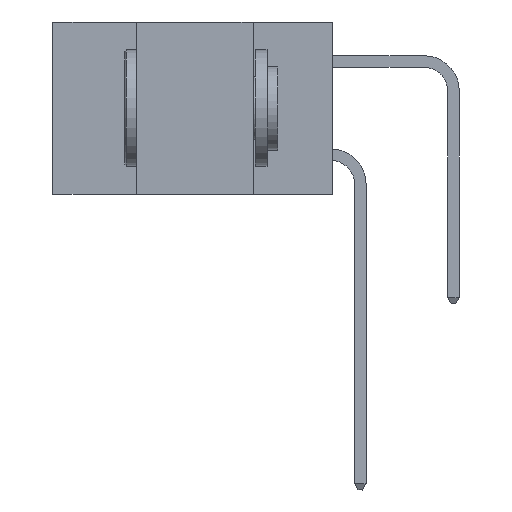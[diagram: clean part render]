
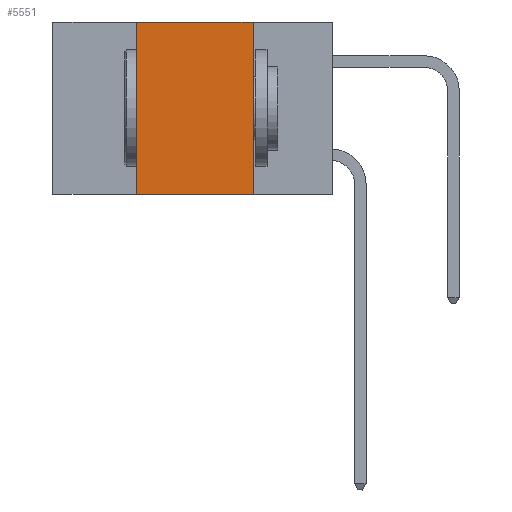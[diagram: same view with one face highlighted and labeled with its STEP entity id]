
A CAD part, left-side view. The second image highlights one B-rep face of the part: STEP entity #5551.
In plain terms, the highlighted planar face has unit normal (-1, 0, 0).
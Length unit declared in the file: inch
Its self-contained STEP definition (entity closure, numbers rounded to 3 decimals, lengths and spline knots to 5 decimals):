
#101 = EDGE_CURVE ( 'NONE', #6548, #2458, #9554, .T. ) ;
#1627 = AXIS2_PLACEMENT_3D ( 'NONE', #12484, #12743, #12536 ) ;
#1941 = CARTESIAN_POINT ( 'NONE',  ( 0., 0.17, 0. ) ) ;
#2411 = DIRECTION ( 'NONE',  ( 0., -1., 0. ) ) ;
#2458 = VERTEX_POINT ( 'NONE', #6887 ) ;
#4268 = CARTESIAN_POINT ( 'NONE',  ( 0., 0.42, -0.37 ) ) ;
#4288 = VECTOR ( 'NONE', #4765, 39.37008 ) ;
#4765 = DIRECTION ( 'NONE',  ( 0., -1., 0. ) ) ;
#5233 = DIRECTION ( 'NONE',  ( 0., 0., 1. ) ) ;
#5311 = PLANE ( 'NONE',  #1627 ) ;
#5551 = ADVANCED_FACE ( 'NONE', ( #5824 ), #5311, .F. ) ;
#5824 = FACE_OUTER_BOUND ( 'NONE', #6926, .T. ) ;
#6098 = ORIENTED_EDGE ( 'NONE', *, *, #12369, .F. ) ;
#6543 = VECTOR ( 'NONE', #5233, 39.37008 ) ;
#6548 = VERTEX_POINT ( 'NONE', #4268 ) ;
#6703 = VECTOR ( 'NONE', #11357, 39.37008 ) ;
#6887 = CARTESIAN_POINT ( 'NONE',  ( 0., 0.17, -0.37 ) ) ;
#6926 = EDGE_LOOP ( 'NONE', ( #8910, #7688, #6098, #8265 ) ) ;
#7619 = VERTEX_POINT ( 'NONE', #9903 ) ;
#7688 = ORIENTED_EDGE ( 'NONE', *, *, #11972, .F. ) ;
#8265 = ORIENTED_EDGE ( 'NONE', *, *, #101, .T. ) ;
#8309 = CARTESIAN_POINT ( 'NONE',  ( 0., 0.17, 0. ) ) ;
#8910 = ORIENTED_EDGE ( 'NONE', *, *, #9198, .F. ) ;
#9198 = EDGE_CURVE ( 'NONE', #11514, #2458, #12073, .T. ) ;
#9554 = LINE ( 'NONE', #11935, #4288 ) ;
#9903 = CARTESIAN_POINT ( 'NONE',  ( 0., 0.42, 0. ) ) ;
#10362 = VECTOR ( 'NONE', #2411, 39.37008 ) ;
#11357 = DIRECTION ( 'NONE',  ( 0., 0., -1. ) ) ;
#11514 = VERTEX_POINT ( 'NONE', #1941 ) ;
#11607 = CARTESIAN_POINT ( 'NONE',  ( 0., 0.6, 0. ) ) ;
#11935 = CARTESIAN_POINT ( 'NONE',  ( 0., 0.6, -0.37 ) ) ;
#11972 = EDGE_CURVE ( 'NONE', #7619, #11514, #13062, .T. ) ;
#12073 = LINE ( 'NONE', #8309, #6703 ) ;
#12240 = CARTESIAN_POINT ( 'NONE',  ( 0., 0.42, 0. ) ) ;
#12262 = LINE ( 'NONE', #12240, #6543 ) ;
#12369 = EDGE_CURVE ( 'NONE', #6548, #7619, #12262, .T. ) ;
#12484 = CARTESIAN_POINT ( 'NONE',  ( 0., 0.6, 0. ) ) ;
#12536 = DIRECTION ( 'NONE',  ( 0., 0., -1. ) ) ;
#12743 = DIRECTION ( 'NONE',  ( 1., 0., 0. ) ) ;
#13062 = LINE ( 'NONE', #11607, #10362 ) ;
